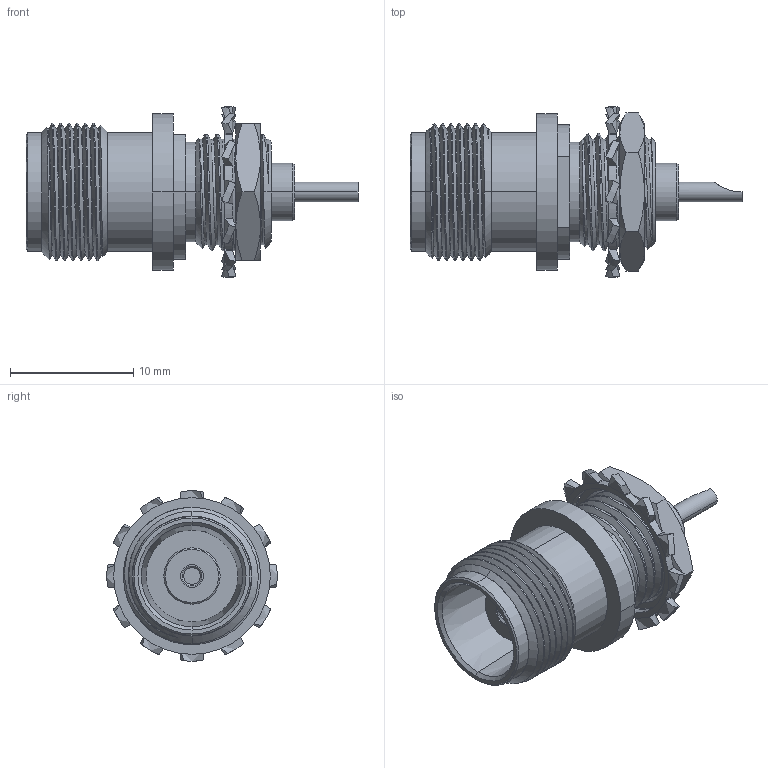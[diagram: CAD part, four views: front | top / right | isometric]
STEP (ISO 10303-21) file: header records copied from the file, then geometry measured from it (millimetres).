
FILE_DESCRIPTION (( 'STEP AP203' ), '1' );
FILE_NAME ('SC4229.step', '2019-03-11T20:04:59', ( '' ), ( '' ), 'SwSTEP 2.0', 'SolidWorks 2017', '' );
FILE_SCHEMA (( 'CONFIG_CONTROL_DESIGN' ));
Length unit declared in the file: inch
Products named in the file (1): SC4229
Bounding box: 26.92 x 13.83 x 13.83 mm (x, y, z)
Volume: 1377 mm3; surface area: 1784 mm2
Topology: 3 solids, 3 shells, 276 faces, 688 edges, 428 vertices
Faces by surface type: cylinder 95, plane 78, bspline 64, cone 39
Entity records: 13932 total; most frequent: CARTESIAN_POINT 7954, ORIENTED_EDGE 1376, DIRECTION 1011, EDGE_CURVE 688, VERTEX_POINT 428, AXIS2_PLACEMENT_3D 350, VECTOR 311, LINE 311
